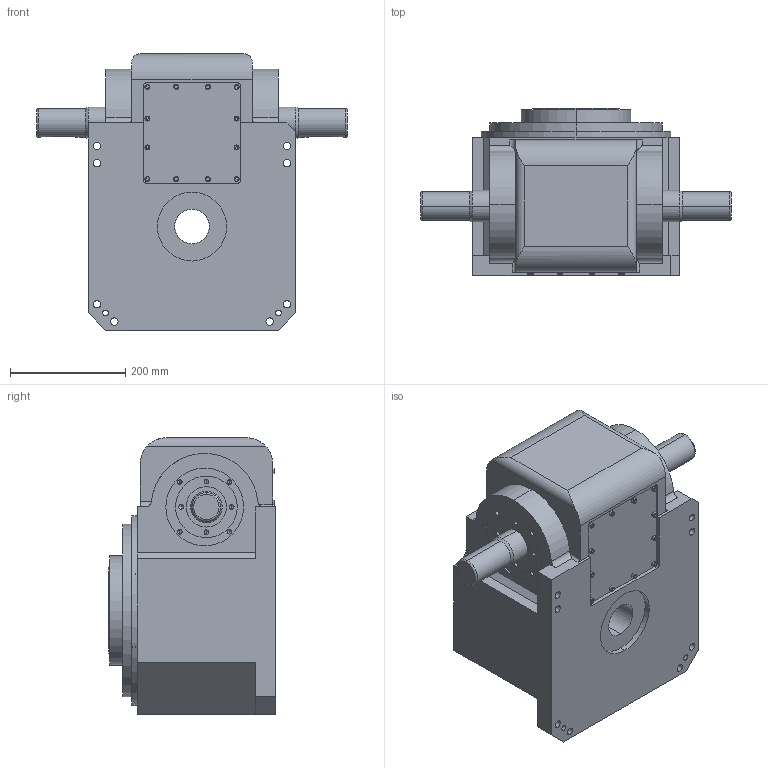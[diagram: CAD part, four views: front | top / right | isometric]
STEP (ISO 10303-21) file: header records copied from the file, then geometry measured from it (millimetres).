
FILE_DESCRIPTION (( 'STEP AP203' ), '1' );
FILE_NAME ('DT180¼Ð·Ç.STEP', '2025-06-10T01:48:55', ( '' ), ( '' ), 'SwSTEP 2.0', 'SolidWorks 2018', '' );
FILE_SCHEMA (( 'CONFIG_CONTROL_DESIGN' ));
Length unit declared in the file: millimetre
Products named in the file (1): DT180標準
Bounding box: 540 x 290 x 480 mm (x, y, z)
Volume: 36926717.1 mm3; surface area: 867669.1 mm2
Topology: 9 solids, 29 shells, 898 faces, 2053 edges, 1280 vertices
Faces by surface type: plane 426, cylinder 312, torus 80, cone 80
Entity records: 26063 total; most frequent: CARTESIAN_POINT 5427, DIRECTION 4529, ORIENTED_EDGE 3962, EDGE_CURVE 1981, AXIS2_PLACEMENT_3D 1675, VERTEX_POINT 1280, VECTOR 1179, LINE 1179
